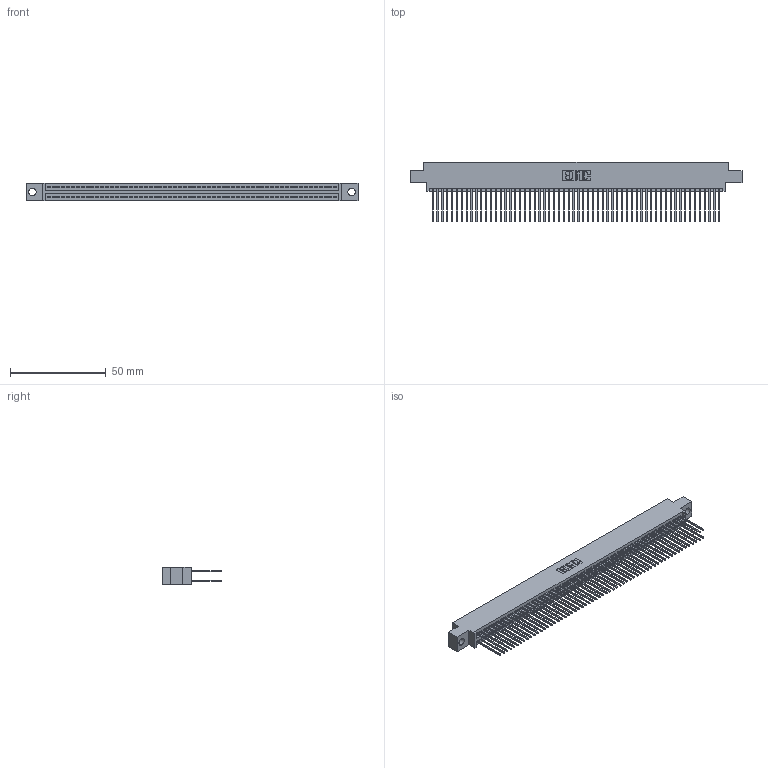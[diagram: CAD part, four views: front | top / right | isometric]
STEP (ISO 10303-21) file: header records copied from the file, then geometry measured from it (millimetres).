
FILE_DESCRIPTION (( 'STEP AP203' ), '1' );
FILE_NAME ('395-120-542-804.STEP', '2021-06-17T20:52:22', ( '' ), ( '' ), 'SwSTEP 2.0', 'SolidWorks 2020', '' );
FILE_SCHEMA (( 'CONFIG_CONTROL_DESIGN' ));
Length unit declared in the file: inch
Products named in the file (3): 345-292-001_345-293-142; 395-120-542-804; 345 Part_0.170 Offset - 0.156 Dia-TI
Assembly tree (121 placements, depth 2):
  395-120-542-804
    345 Part_0.170 Offset - 0.156 Dia-TI
    345-292-001_345-293-142  x120
Bounding box: 173.61 x 31.29 x 9.4 mm (x, y, z)
Volume: 17371.7 mm3; surface area: 28636.2 mm2
Topology: 121 solids, 121 shells, 6144 faces, 18269 edges, 12018 vertices
Faces by surface type: plane 4058, cylinder 2086
Entity records: 45223 total; most frequent: CARTESIAN_POINT 7570, ORIENTED_EDGE 7502, DIRECTION 6651, EDGE_CURVE 3751, VECTOR 3379, LINE 3379, VERTEX_POINT 2498, AXIS2_PLACEMENT_3D 1636
